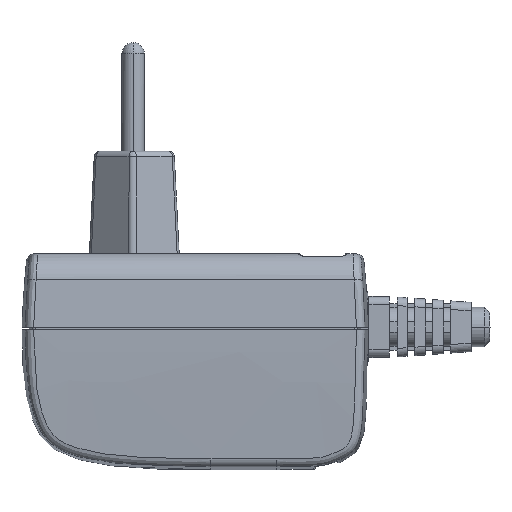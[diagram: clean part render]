
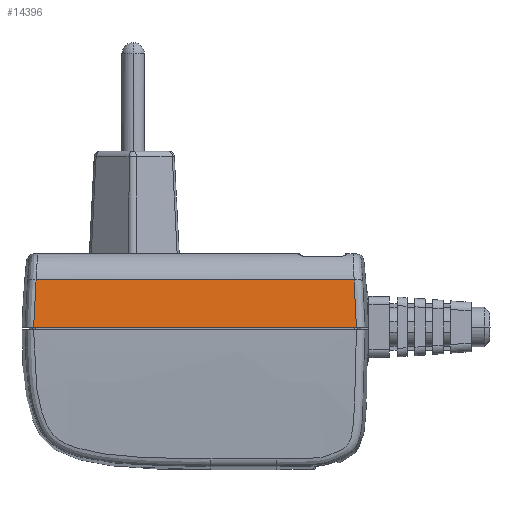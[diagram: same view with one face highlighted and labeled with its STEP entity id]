
A CAD part, left-side view. The second image highlights one B-rep face of the part: STEP entity #14396.
In plain terms, the highlighted free-form (B-spline) face has degree [3, 1] with [4, 2] control points.
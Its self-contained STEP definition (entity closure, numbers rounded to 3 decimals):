
#1515 = EDGE_CURVE ( 'NONE', #24489, #12938, #16771, .T. ) ;
#1779 = CARTESIAN_POINT ( 'NONE',  ( -23.416, 28.786, 8.403 ) ) ;
#1803 = CARTESIAN_POINT ( 'NONE',  ( -23.416, -27.946, 8.403 ) ) ;
#1880 = CARTESIAN_POINT ( 'NONE',  ( -23.942, 28.786, 3.357 ) ) ;
#1908 = EDGE_CURVE ( 'NONE', #28829, #10030, #13085, .T. ) ;
#2655 = EDGE_CURVE ( 'NONE', #12938, #28829, #32282, .T. ) ;
#2815 = EDGE_CURVE ( 'NONE', #10030, #24489, #5443, .T. ) ;
#2954 = DIRECTION ( 'NONE',  ( 0., -1., 0. ) ) ;
#3014 = CARTESIAN_POINT ( 'NONE',  ( -23.999, 59.354, 0.056 ) ) ;
#3057 = ORIENTED_EDGE ( 'NONE', *, *, #2815, .T. ) ;
#3181 = FACE_OUTER_BOUND ( 'NONE', #4226, .T. ) ;
#4205 = ORIENTED_EDGE ( 'NONE', *, *, #1515, .T. ) ;
#4226 = EDGE_LOOP ( 'NONE', ( #3057, #4205, #7402, #8692 ) ) ;
#4457 = CARTESIAN_POINT ( 'NONE',  ( -23.999, 28.786, 0.056 ) ) ;
#5443 = B_SPLINE_CURVE_WITH_KNOTS ( 'NONE', 3,
 ( #6022, #5986, #5884, #5837, #5809, #5772, #5691, #5683 ),
 .UNSPECIFIED., .F., .F.,
 ( 4, 2, 2, 4 ),
 ( 0., 0.004, 0.006, 0.008 ),
 .UNSPECIFIED. ) ;
#5683 = CARTESIAN_POINT ( 'NONE',  ( -23.416, -27.946, 8.403 ) ) ;
#5691 = CARTESIAN_POINT ( 'NONE',  ( -23.524, -27.998, 7.713 ) ) ;
#5772 = CARTESIAN_POINT ( 'NONE',  ( -23.608, -28.046, 7.021 ) ) ;
#5809 = CARTESIAN_POINT ( 'NONE',  ( -23.747, -28.129, 5.635 ) ) ;
#5837 = CARTESIAN_POINT ( 'NONE',  ( -23.801, -28.164, 4.939 ) ) ;
#5884 = CARTESIAN_POINT ( 'NONE',  ( -23.93, -28.252, 2.851 ) ) ;
#5986 = CARTESIAN_POINT ( 'NONE',  ( -23.975, -28.29, 1.453 ) ) ;
#6022 = CARTESIAN_POINT ( 'NONE',  ( -23.999, -28.345, 0.056 ) ) ;
#7402 = ORIENTED_EDGE ( 'NONE', *, *, #2655, .T. ) ;
#8093 = CARTESIAN_POINT ( 'NONE',  ( -23.999, -28.345, 0.056 ) ) ;
#8692 = ORIENTED_EDGE ( 'NONE', *, *, #1908, .T. ) ;
#10030 = VERTEX_POINT ( 'NONE', #8093 ) ;
#12364 = VECTOR ( 'NONE', #2954, 1000. ) ;
#12370 = CARTESIAN_POINT ( 'NONE',  ( -23.416, -29.353, 8.403 ) ) ;
#12400 = DIRECTION ( 'NONE',  ( 0., 1., 0. ) ) ;
#12418 = CARTESIAN_POINT ( 'NONE',  ( -23.999, 28.446, 0.056 ) ) ;
#12458 = CARTESIAN_POINT ( 'NONE',  ( -23.975, 28.394, 1.452 ) ) ;
#12487 = CARTESIAN_POINT ( 'NONE',  ( -23.93, 28.337, 2.85 ) ) ;
#12498 = CARTESIAN_POINT ( 'NONE',  ( -23.758, 28.198, 5.635 ) ) ;
#12683 = CARTESIAN_POINT ( 'NONE',  ( -23.416, 28.009, 8.403 ) ) ;
#12729 = CARTESIAN_POINT ( 'NONE',  ( -23.631, 28.115, 7.024 ) ) ;
#12938 = VERTEX_POINT ( 'NONE', #13473 ) ;
#13085 = LINE ( 'NONE', #3014, #12364 ) ;
#13473 = CARTESIAN_POINT ( 'NONE',  ( -23.416, 28.009, 8.403 ) ) ;
#14396 = ADVANCED_FACE ( 'NONE', ( #3181 ), #28831, .T. ) ;
#16414 = VECTOR ( 'NONE', #12400, 1000. ) ;
#16771 = LINE ( 'NONE', #12370, #16414 ) ;
#17376 = CARTESIAN_POINT ( 'NONE',  ( -23.774, -28.686, 6.105 ) ) ;
#19877 = CARTESIAN_POINT ( 'NONE',  ( -23.999, 28.446, 0.056 ) ) ;
#19903 = CARTESIAN_POINT ( 'NONE',  ( -23.942, -28.686, 3.357 ) ) ;
#22371 = CARTESIAN_POINT ( 'NONE',  ( -23.999, -28.686, 0.056 ) ) ;
#24489 = VERTEX_POINT ( 'NONE', #1803 ) ;
#27177 = CARTESIAN_POINT ( 'NONE',  ( -23.416, -28.686, 8.403 ) ) ;
#28829 = VERTEX_POINT ( 'NONE', #19877 ) ;
#28831 = B_SPLINE_SURFACE_WITH_KNOTS ( 'NONE', 3, 1, ( 
 ( #1779, #27177 ),
 ( #31863, #17376 ),
 ( #1880, #19903 ),
 ( #4457, #22371 ) ),
 .UNSPECIFIED., .F., .F., .F.,
 ( 4, 4 ),
 ( 2, 2 ),
 ( 0.557, 1. ),
 ( 0., 1. ),
 .UNSPECIFIED. ) ;
#31863 = CARTESIAN_POINT ( 'NONE',  ( -23.774, 28.786, 6.105 ) ) ;
#32282 = B_SPLINE_CURVE_WITH_KNOTS ( 'NONE', 3,
 ( #12683, #12729, #12498, #12487, #12458, #12418 ),
 .UNSPECIFIED., .F., .F.,
 ( 4, 2, 4 ),
 ( 0., 0.004, 0.008 ),
 .UNSPECIFIED. ) ;
